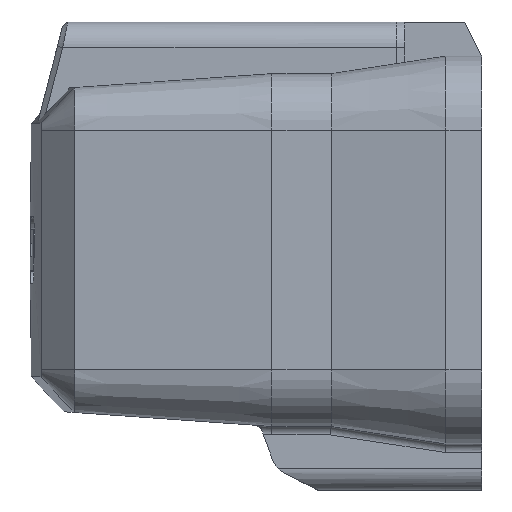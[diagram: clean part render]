
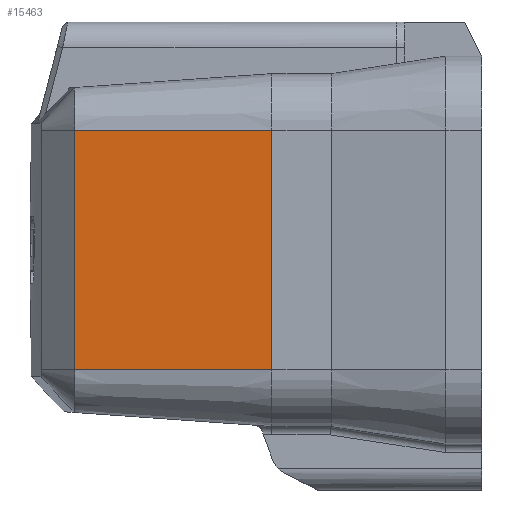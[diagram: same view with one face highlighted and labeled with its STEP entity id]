
A CAD part, left-side view. The second image highlights one B-rep face of the part: STEP entity #15463.
In plain terms, the highlighted planar face has unit normal (-0.998, 0.07, 0).
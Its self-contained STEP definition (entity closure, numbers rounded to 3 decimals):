
#387=CARTESIAN_POINT('',(-27.011,24.171,14.06));
#398=DIRECTION('',(0.07,0.998,0.));
#399=VECTOR('',#398,23.175);
#400=CARTESIAN_POINT('',(-28.64,1.053,14.06));
#401=LINE('',#400,#399);
#5809=DIRECTION('',(0.,0.,-1.));
#5810=VECTOR('',#5809,28.115);
#5811=CARTESIAN_POINT('',(-27.011,24.171,14.06));
#5812=LINE('',#5811,#5810);
#5813=DIRECTION('',(0.,0.,-1.));
#5814=VECTOR('',#5813,28.115);
#5815=CARTESIAN_POINT('',(-28.64,1.053,14.06));
#5816=LINE('',#5815,#5814);
#5837=DIRECTION('',(-0.07,-0.998,0.));
#5838=VECTOR('',#5837,23.175);
#5839=CARTESIAN_POINT('',(-27.011,24.171,
-14.055));
#5840=LINE('',#5839,#5838);
#6422=CARTESIAN_POINT('',(-28.64,1.053,14.06));
#6423=VERTEX_POINT('',#6422);
#6426=CARTESIAN_POINT('',(-28.64,1.053,-14.055));
#6427=VERTEX_POINT('',#6426);
#6451=VERTEX_POINT('',#387);
#6454=CARTESIAN_POINT('',(-27.011,24.171,
-14.055));
#6455=VERTEX_POINT('',#6454);
#15450=CARTESIAN_POINT('',(-28.64,1.053,14.06));
#15451=DIRECTION('',(-0.998,0.07,0.));
#15452=DIRECTION('',(0.07,0.998,0.));
#15453=AXIS2_PLACEMENT_3D('',#15450,#15451,#15452);
#15454=PLANE('',#15453);
#15456=ORIENTED_EDGE('',*,*,#15455,.F.);
#15457=ORIENTED_EDGE('',*,*,#7723,.F.);
#15458=ORIENTED_EDGE('',*,*,#8417,.T.);
#15460=ORIENTED_EDGE('',*,*,#15459,.F.);
#15461=EDGE_LOOP('',(#15456,#15457,#15458,#15460));
#15462=FACE_OUTER_BOUND('',#15461,.F.);
#15463=ADVANCED_FACE('',(#15462),#15454,.T.);
#7723=EDGE_CURVE('',#6423,#6451,#401,.T.);
#8417=EDGE_CURVE('',#6423,#6427,#5816,.T.);
#15455=EDGE_CURVE('',#6451,#6455,#5812,.T.);
#15459=EDGE_CURVE('',#6455,#6427,#5840,.T.);
